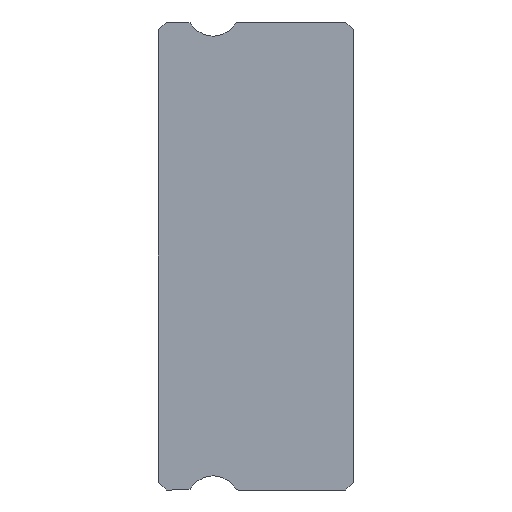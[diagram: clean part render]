
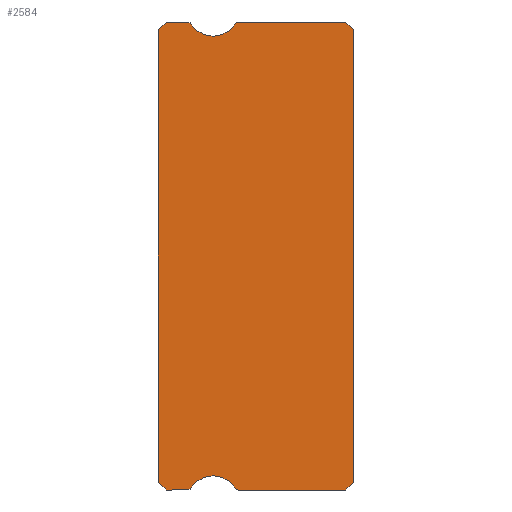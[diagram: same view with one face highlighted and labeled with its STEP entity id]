
A CAD part, left-side view. The second image highlights one B-rep face of the part: STEP entity #2584.
In plain terms, the highlighted planar face has unit normal (-1, 0, 0).
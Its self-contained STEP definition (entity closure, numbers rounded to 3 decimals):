
#166 = EDGE_CURVE ( 'NONE', #5427, #311, #2854, .T. ) ;
#197 = LINE ( 'NONE', #3856, #2122 ) ;
#200 = CARTESIAN_POINT ( 'NONE',  ( -15., 6.381, 9. ) ) ;
#229 = VERTEX_POINT ( 'NONE', #2239 ) ;
#311 = VERTEX_POINT ( 'NONE', #1492 ) ;
#314 = VECTOR ( 'NONE', #3602, 1000. ) ;
#368 = LINE ( 'NONE', #2187, #314 ) ;
#467 = CARTESIAN_POINT ( 'NONE',  ( -15., 4.547, 8.928 ) ) ;
#470 = VECTOR ( 'NONE', #5367, 1000. ) ;
#537 = ORIENTED_EDGE ( 'NONE', *, *, #3698, .F. ) ;
#575 = CARTESIAN_POINT ( 'NONE',  ( -15., 5.4, 9.45 ) ) ;
#597 = CARTESIAN_POINT ( 'NONE',  ( -15., 6.381, 8.85 ) ) ;
#647 = LINE ( 'NONE', #5135, #2772 ) ;
#668 = VERTEX_POINT ( 'NONE', #2823 ) ;
#676 = CARTESIAN_POINT ( 'NONE',  ( -15., 4.419, -9. ) ) ;
#678 = VERTEX_POINT ( 'NONE', #696 ) ;
#691 = VERTEX_POINT ( 'NONE', #2397 ) ;
#696 = CARTESIAN_POINT ( 'NONE',  ( -15., 0.3, 9. ) ) ;
#745 = VERTEX_POINT ( 'NONE', #1607 ) ;
#771 = CARTESIAN_POINT ( 'NONE',  ( -15., 6.381, 8.85 ) ) ;
#795 = LINE ( 'NONE', #2648, #470 ) ;
#889 = DIRECTION ( 'NONE',  ( 0., 0.707, -0.707 ) ) ;
#928 = EDGE_CURVE ( 'NONE', #1546, #5427, #368, .T. ) ;
#953 = CARTESIAN_POINT ( 'NONE',  ( -15., 4.419, 8.85 ) ) ;
#1115 = VERTEX_POINT ( 'NONE', #5638 ) ;
#1140 = DIRECTION ( 'NONE',  ( 1., 0., 0. ) ) ;
#1207 = CARTESIAN_POINT ( 'NONE',  ( -15., 6.253, 8.928 ) ) ;
#1245 = ORIENTED_EDGE ( 'NONE', *, *, #5906, .F. ) ;
#1259 = CIRCLE ( 'NONE', #2028, 0.15 ) ;
#1456 = CIRCLE ( 'NONE', #2418, 0.15 ) ;
#1475 = DIRECTION ( 'NONE',  ( 0., 1., 0. ) ) ;
#1492 = CARTESIAN_POINT ( 'NONE',  ( -15., 7.5, 8.7 ) ) ;
#1546 = VERTEX_POINT ( 'NONE', #200 ) ;
#1592 = DIRECTION ( 'NONE',  ( 0., -0.707, -0.707 ) ) ;
#1605 = CIRCLE ( 'NONE', #5148, 1. ) ;
#1607 = CARTESIAN_POINT ( 'NONE',  ( -15., 7.5, -8.7 ) ) ;
#1608 = CIRCLE ( 'NONE', #3633, 0.15 ) ;
#1629 = EDGE_CURVE ( 'NONE', #1546, #5258, #2905, .T. ) ;
#1659 = EDGE_CURVE ( 'NONE', #1115, #3532, #4160, .T. ) ;
#1666 = DIRECTION ( 'NONE',  ( 0., 0., 1. ) ) ;
#1730 = ORIENTED_EDGE ( 'NONE', *, *, #4900, .F. ) ;
#1766 = ORIENTED_EDGE ( 'NONE', *, *, #1629, .F. ) ;
#1769 = LINE ( 'NONE', #4950, #3154 ) ;
#1805 = AXIS2_PLACEMENT_3D ( 'NONE', #575, #2874, #2960 ) ;
#1867 = ORIENTED_EDGE ( 'NONE', *, *, #928, .T. ) ;
#1869 = EDGE_CURVE ( 'NONE', #745, #691, #3347, .T. ) ;
#1872 = CARTESIAN_POINT ( 'NONE',  ( -15., 0., -8.7 ) ) ;
#1923 = CARTESIAN_POINT ( 'NONE',  ( -15., 7.5, 8.7 ) ) ;
#2028 = AXIS2_PLACEMENT_3D ( 'NONE', #2498, #1140, #4903 ) ;
#2122 = VECTOR ( 'NONE', #1475, 1000. ) ;
#2159 = DIRECTION ( 'NONE',  ( 1., 0., 0. ) ) ;
#2178 = LINE ( 'NONE', #2660, #3063 ) ;
#2187 = CARTESIAN_POINT ( 'NONE',  ( -15., 7.2, 9. ) ) ;
#2204 = DIRECTION ( 'NONE',  ( 1., 0., 0. ) ) ;
#2239 = CARTESIAN_POINT ( 'NONE',  ( -15., 4.419, 9. ) ) ;
#2273 = CARTESIAN_POINT ( 'NONE',  ( -15., 4.419, -8.85 ) ) ;
#2358 = ORIENTED_EDGE ( 'NONE', *, *, #4206, .F. ) ;
#2397 = CARTESIAN_POINT ( 'NONE',  ( -15., 7.2, -9. ) ) ;
#2418 = AXIS2_PLACEMENT_3D ( 'NONE', #2273, #2159, #4513 ) ;
#2422 = DIRECTION ( 'NONE',  ( 1., 0., 0. ) ) ;
#2430 = EDGE_CURVE ( 'NONE', #745, #311, #2178, .T. ) ;
#2477 = EDGE_CURVE ( 'NONE', #229, #678, #647, .T. ) ;
#2498 = CARTESIAN_POINT ( 'NONE',  ( -15., 6.381, -8.85 ) ) ;
#2521 = DIRECTION ( 'NONE',  ( 0., 0., 1. ) ) ;
#2534 = ORIENTED_EDGE ( 'NONE', *, *, #2477, .F. ) ;
#2575 = DIRECTION ( 'NONE',  ( 0., -1., 0. ) ) ;
#2584 = ADVANCED_FACE ( 'NONE', ( #5276 ), #4008, .F. ) ;
#2608 = DIRECTION ( 'NONE',  ( 0., 0., -1. ) ) ;
#2648 = CARTESIAN_POINT ( 'NONE',  ( -15., 0.3, 9. ) ) ;
#2657 = DIRECTION ( 'NONE',  ( 0., 0.707, -0.707 ) ) ;
#2660 = CARTESIAN_POINT ( 'NONE',  ( -15., 7.5, 8.85 ) ) ;
#2772 = VECTOR ( 'NONE', #5248, 1000. ) ;
#2823 = CARTESIAN_POINT ( 'NONE',  ( -15., 0.3, -9. ) ) ;
#2854 = LINE ( 'NONE', #1923, #4728 ) ;
#2874 = DIRECTION ( 'NONE',  ( -1., 0., 0. ) ) ;
#2888 = ORIENTED_EDGE ( 'NONE', *, *, #1659, .F. ) ;
#2897 = DIRECTION ( 'NONE',  ( 0., 0., -1. ) ) ;
#2905 = CIRCLE ( 'NONE', #5478, 0.15 ) ;
#2942 = CARTESIAN_POINT ( 'NONE',  ( -15., 6.253, -8.928 ) ) ;
#2960 = DIRECTION ( 'NONE',  ( 0., 0., -1. ) ) ;
#3056 = CIRCLE ( 'NONE', #1805, 1. ) ;
#3063 = VECTOR ( 'NONE', #1666, 1000. ) ;
#3095 = ORIENTED_EDGE ( 'NONE', *, *, #3884, .F. ) ;
#3122 = CARTESIAN_POINT ( 'NONE',  ( -15., 5.4, 8.45 ) ) ;
#3154 = VECTOR ( 'NONE', #2575, 1000. ) ;
#3211 = DIRECTION ( 'NONE',  ( 1., 0., 0. ) ) ;
#3347 = LINE ( 'NONE', #5132, #4449 ) ;
#3370 = VECTOR ( 'NONE', #2521, 1000. ) ;
#3371 = VERTEX_POINT ( 'NONE', #5051 ) ;
#3389 = VERTEX_POINT ( 'NONE', #467 ) ;
#3404 = EDGE_CURVE ( 'NONE', #4910, #668, #4636, .T. ) ;
#3424 = ORIENTED_EDGE ( 'NONE', *, *, #5436, .F. ) ;
#3450 = AXIS2_PLACEMENT_3D ( 'NONE', #771, #2204, #5373 ) ;
#3501 = DIRECTION ( 'NONE',  ( -1., 0., 0. ) ) ;
#3504 = ORIENTED_EDGE ( 'NONE', *, *, #166, .T. ) ;
#3532 = VERTEX_POINT ( 'NONE', #2942 ) ;
#3540 = DIRECTION ( 'NONE',  ( -1., 0., 0. ) ) ;
#3602 = DIRECTION ( 'NONE',  ( 0., 1., 0. ) ) ;
#3633 = AXIS2_PLACEMENT_3D ( 'NONE', #953, #3211, #5089 ) ;
#3698 = EDGE_CURVE ( 'NONE', #678, #3371, #795, .T. ) ;
#3725 = ORIENTED_EDGE ( 'NONE', *, *, #3404, .F. ) ;
#3850 = ORIENTED_EDGE ( 'NONE', *, *, #3875, .T. ) ;
#3856 = CARTESIAN_POINT ( 'NONE',  ( -15., 6.381, -9. ) ) ;
#3875 = EDGE_CURVE ( 'NONE', #691, #5131, #1769, .T. ) ;
#3884 = EDGE_CURVE ( 'NONE', #5258, #4814, #1605, .T. ) ;
#4008 = PLANE ( 'NONE',  #3450 ) ;
#4160 = CIRCLE ( 'NONE', #5866, 1. ) ;
#4188 = VERTEX_POINT ( 'NONE', #676 ) ;
#4206 = EDGE_CURVE ( 'NONE', #3389, #229, #1608, .T. ) ;
#4289 = ORIENTED_EDGE ( 'NONE', *, *, #2430, .F. ) ;
#4418 = LINE ( 'NONE', #4897, #3370 ) ;
#4425 = CARTESIAN_POINT ( 'NONE',  ( -15., 7.2, 9. ) ) ;
#4449 = VECTOR ( 'NONE', #1592, 1000. ) ;
#4513 = DIRECTION ( 'NONE',  ( 0., 0., -1. ) ) ;
#4618 = ORIENTED_EDGE ( 'NONE', *, *, #4633, .F. ) ;
#4633 = EDGE_CURVE ( 'NONE', #4814, #3389, #3056, .T. ) ;
#4636 = LINE ( 'NONE', #1872, #5143 ) ;
#4728 = VECTOR ( 'NONE', #2657, 1000. ) ;
#4814 = VERTEX_POINT ( 'NONE', #3122 ) ;
#4897 = CARTESIAN_POINT ( 'NONE',  ( -15., 0., 8.7 ) ) ;
#4900 = EDGE_CURVE ( 'NONE', #668, #4188, #197, .T. ) ;
#4903 = DIRECTION ( 'NONE',  ( 0., 0., -1. ) ) ;
#4910 = VERTEX_POINT ( 'NONE', #5786 ) ;
#4943 = DIRECTION ( 'NONE',  ( 0., 0., -1. ) ) ;
#4950 = CARTESIAN_POINT ( 'NONE',  ( -15., 6.381, -9. ) ) ;
#5051 = CARTESIAN_POINT ( 'NONE',  ( -15., 0., 8.7 ) ) ;
#5089 = DIRECTION ( 'NONE',  ( 0., 0., -1. ) ) ;
#5105 = ORIENTED_EDGE ( 'NONE', *, *, #1869, .T. ) ;
#5131 = VERTEX_POINT ( 'NONE', #5435 ) ;
#5132 = CARTESIAN_POINT ( 'NONE',  ( -15., 7.2, -9. ) ) ;
#5135 = CARTESIAN_POINT ( 'NONE',  ( -15., 6.381, 9. ) ) ;
#5143 = VECTOR ( 'NONE', #889, 1000. ) ;
#5148 = AXIS2_PLACEMENT_3D ( 'NONE', #5861, #3540, #2608 ) ;
#5184 = ORIENTED_EDGE ( 'NONE', *, *, #5722, .T. ) ;
#5248 = DIRECTION ( 'NONE',  ( 0., -1., 0. ) ) ;
#5258 = VERTEX_POINT ( 'NONE', #1207 ) ;
#5276 = FACE_OUTER_BOUND ( 'NONE', #5641, .T. ) ;
#5367 = DIRECTION ( 'NONE',  ( 0., -0.707, -0.707 ) ) ;
#5373 = DIRECTION ( 'NONE',  ( 0., 0., -1. ) ) ;
#5427 = VERTEX_POINT ( 'NONE', #4425 ) ;
#5435 = CARTESIAN_POINT ( 'NONE',  ( -15., 6.381, -9. ) ) ;
#5436 = EDGE_CURVE ( 'NONE', #3532, #5131, #1259, .T. ) ;
#5478 = AXIS2_PLACEMENT_3D ( 'NONE', #597, #2422, #2897 ) ;
#5638 = CARTESIAN_POINT ( 'NONE',  ( -15., 4.547, -8.928 ) ) ;
#5641 = EDGE_LOOP ( 'NONE', ( #4289, #5105, #3850, #3424, #2888, #1245, #1730, #3725, #5184, #537, #2534, #2358, #4618, #3095, #1766, #1867, #3504 ) ) ;
#5722 = EDGE_CURVE ( 'NONE', #4910, #3371, #4418, .T. ) ;
#5732 = CARTESIAN_POINT ( 'NONE',  ( -15., 5.4, -9.45 ) ) ;
#5786 = CARTESIAN_POINT ( 'NONE',  ( -15., 0., -8.7 ) ) ;
#5861 = CARTESIAN_POINT ( 'NONE',  ( -15., 5.4, 9.45 ) ) ;
#5866 = AXIS2_PLACEMENT_3D ( 'NONE', #5732, #3501, #4943 ) ;
#5906 = EDGE_CURVE ( 'NONE', #4188, #1115, #1456, .T. ) ;
